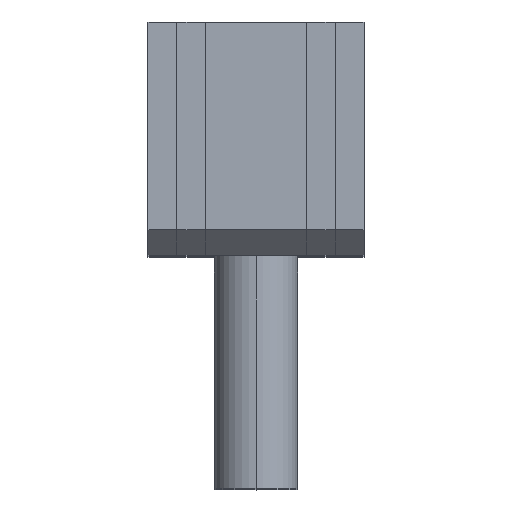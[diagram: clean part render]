
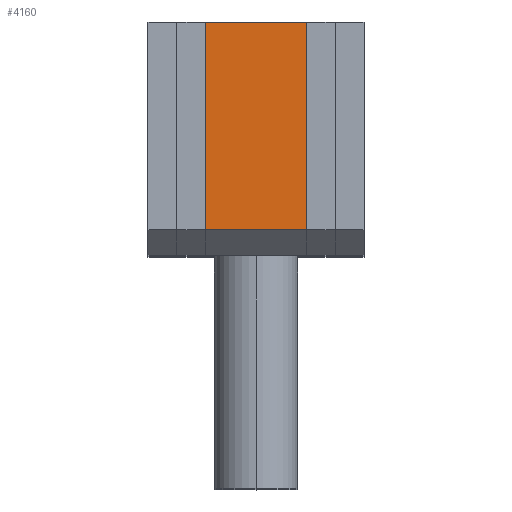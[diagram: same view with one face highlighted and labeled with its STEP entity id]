
A CAD part, top view. The second image highlights one B-rep face of the part: STEP entity #4160.
In plain terms, the highlighted planar face has unit normal (0, 0, 1).
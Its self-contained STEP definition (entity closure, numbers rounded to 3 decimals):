
#311 = CARTESIAN_POINT ( 'NONE',  ( 2.6, 6.5, 30. ) ) ;
#405 = FACE_OUTER_BOUND ( 'NONE', #3064, .T. ) ;
#415 = ORIENTED_EDGE ( 'NONE', *, *, #1457, .T. ) ;
#423 = CARTESIAN_POINT ( 'NONE',  ( -2.6, 6.5, 30. ) ) ;
#552 = DIRECTION ( 'NONE',  ( 0., -1., 0. ) ) ;
#714 = EDGE_CURVE ( 'NONE', #2379, #1923, #976, .T. ) ;
#722 = CARTESIAN_POINT ( 'NONE',  ( 2.6, 0., 30. ) ) ;
#733 = EDGE_CURVE ( 'NONE', #4106, #1304, #2889, .T. ) ;
#976 = LINE ( 'NONE', #1302, #3765 ) ;
#1093 = ORIENTED_EDGE ( 'NONE', *, *, #1301, .F. ) ;
#1167 = CARTESIAN_POINT ( 'NONE',  ( -2.6, 0., 30. ) ) ;
#1301 = EDGE_CURVE ( 'NONE', #4106, #2379, #1410, .T. ) ;
#1302 = CARTESIAN_POINT ( 'NONE',  ( 2.6, -4.2, 30. ) ) ;
#1304 = VERTEX_POINT ( 'NONE', #423 ) ;
#1351 = CARTESIAN_POINT ( 'NONE',  ( 2.6, -4.2, 30. ) ) ;
#1379 = ORIENTED_EDGE ( 'NONE', *, *, #733, .T. ) ;
#1386 = CARTESIAN_POINT ( 'NONE',  ( 2.6, 0., 30. ) ) ;
#1410 = LINE ( 'NONE', #722, #3882 ) ;
#1457 = EDGE_CURVE ( 'NONE', #1304, #1923, #3845, .T. ) ;
#1626 = DIRECTION ( 'NONE',  ( -1., 0., 0. ) ) ;
#1662 = DIRECTION ( 'NONE',  ( 0., 0., -1. ) ) ;
#1781 = DIRECTION ( 'NONE',  ( 0., -1., 0. ) ) ;
#1923 = VERTEX_POINT ( 'NONE', #2843 ) ;
#2237 = ORIENTED_EDGE ( 'NONE', *, *, #714, .F. ) ;
#2323 = DIRECTION ( 'NONE',  ( -1., 0., 0. ) ) ;
#2375 = PLANE ( 'NONE',  #2476 ) ;
#2379 = VERTEX_POINT ( 'NONE', #1351 ) ;
#2476 = AXIS2_PLACEMENT_3D ( 'NONE', #1386, #1662, #3722 ) ;
#2843 = CARTESIAN_POINT ( 'NONE',  ( -2.6, -4.2, 30. ) ) ;
#2889 = LINE ( 'NONE', #311, #3417 ) ;
#3064 = EDGE_LOOP ( 'NONE', ( #415, #2237, #1093, #1379 ) ) ;
#3396 = CARTESIAN_POINT ( 'NONE',  ( 2.6, 6.5, 30. ) ) ;
#3417 = VECTOR ( 'NONE', #1626, 1000. ) ;
#3722 = DIRECTION ( 'NONE',  ( -1., 0., 0. ) ) ;
#3765 = VECTOR ( 'NONE', #2323, 1000. ) ;
#3845 = LINE ( 'NONE', #1167, #4227 ) ;
#3882 = VECTOR ( 'NONE', #1781, 1000. ) ;
#4106 = VERTEX_POINT ( 'NONE', #3396 ) ;
#4160 = ADVANCED_FACE ( 'NONE', ( #405 ), #2375, .F. ) ;
#4227 = VECTOR ( 'NONE', #552, 1000. ) ;
